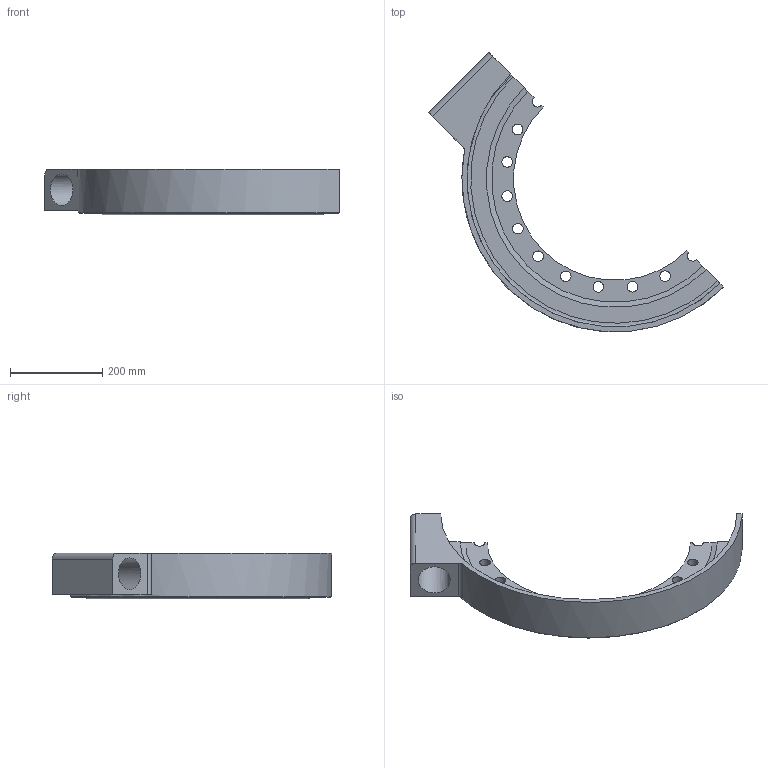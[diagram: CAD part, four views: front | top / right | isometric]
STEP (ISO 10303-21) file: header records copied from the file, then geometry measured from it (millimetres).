
FILE_DESCRIPTION( ( '' ), ' ' );
FILE_NAME( '5dfa57344e01b0126b946491.step', '2019-12-18T16:43:32', ( '' ), ( '' ), ' ', ' ', ' ' );
FILE_SCHEMA( ( 'AUTOMOTIVE_DESIGN { 1 0 10303 214 1 1 1 1 }' ) );
Length unit declared in the file: metre
Products named in the file (1): Part 10
Bounding box: 640.3 x 606.45 x 99.2 mm (x, y, z)
Volume: 3500758.4 mm3; surface area: 456322.6 mm2
Topology: 1 solids, 1 shells, 33 faces, 96 edges, 64 vertices
Faces by surface type: cylinder 17, plane 12, cone 3, bspline 1
Full cylindrical faces by diameter (mm): 23.05 x9, 69.2 x1
Entity records: 1775 total; most frequent: CARTESIAN_POINT 605, DIRECTION 184, ORIENTED_EDGE 170, EDGE_CURVE 85, AXIS2_PLACEMENT_3D 72, VERTEX_POINT 63, EDGE_LOOP 62, FACE_OUTER_BOUND 43
